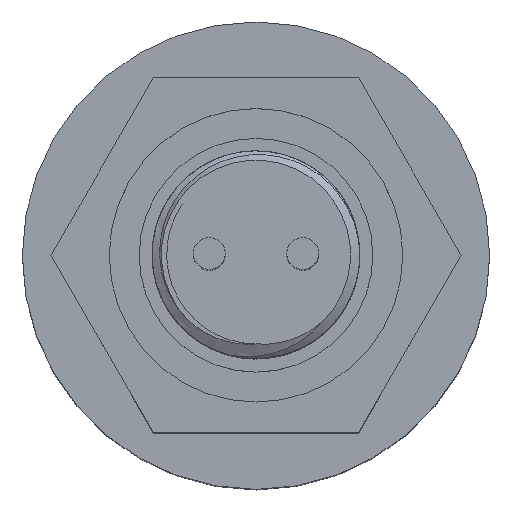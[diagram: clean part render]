
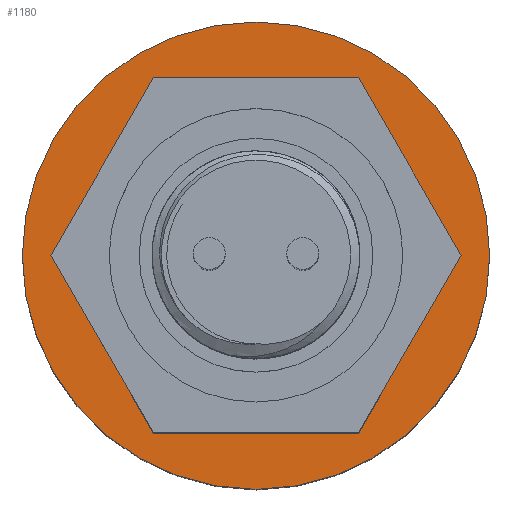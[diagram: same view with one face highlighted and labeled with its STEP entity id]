
A CAD part, top view. The second image highlights one B-rep face of the part: STEP entity #1180.
In plain terms, the highlighted planar face has unit normal (0, 0, 1).
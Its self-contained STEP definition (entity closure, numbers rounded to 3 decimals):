
#37=FACE_BOUND($,#448,.T.);
#38=FACE_BOUND($,#449,.T.);
#236=CIRCLE($,#1241,9.5);
#250=CIRCLE($,#1269,12.5);
#287=PLANE($,#1271);
#448=EDGE_LOOP($,(#993));
#449=EDGE_LOOP($,(#994));
#579=VERTEX_POINT($,#4250);
#593=VERTEX_POINT($,#4292);
#723=EDGE_CURVE($,#579,#579,#236,.T.);
#737=EDGE_CURVE($,#593,#593,#250,.T.);
#993=ORIENTED_EDGE($,*,*,#723,.T.);
#994=ORIENTED_EDGE($,*,*,#737,.F.);
#1180=ADVANCED_FACE($,(#37,#38),#287,.F.);
#1241=AXIS2_PLACEMENT_3D($,#4251,#1465,#1466);
#1269=AXIS2_PLACEMENT_3D($,#4293,#1521,#1522);
#1271=AXIS2_PLACEMENT_3D($,#4296,#1525,#1526);
#1465=DIRECTION('center_axis',(0.,0.,-1.));
#1466=DIRECTION('ref_axis',(1.,0.,0.));
#1521=DIRECTION('center_axis',(0.,0.,-1.));
#1522=DIRECTION('ref_axis',(-1.,0.,0.));
#1525=DIRECTION('center_axis',(0.,0.,-1.));
#1526=DIRECTION('ref_axis',(-1.,0.,0.));
#4250=CARTESIAN_POINT('',(-9.5,0.,19.));
#4251=CARTESIAN_POINT('Origin',(0.,0.,19.));
#4292=CARTESIAN_POINT('',(12.5,0.,19.));
#4293=CARTESIAN_POINT('Origin',(0.,0.,19.));
#4296=CARTESIAN_POINT('Origin',(0.,0.,19.));
